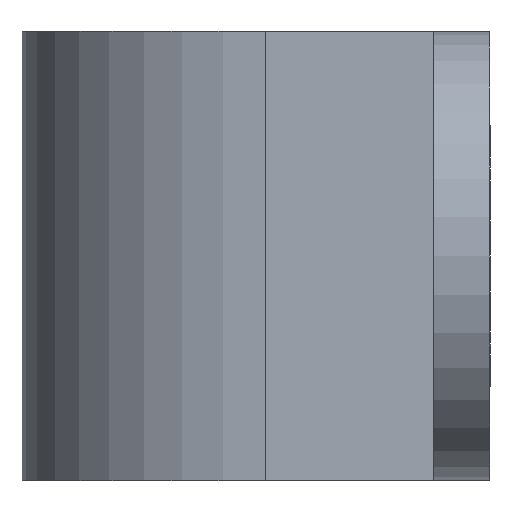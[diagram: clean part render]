
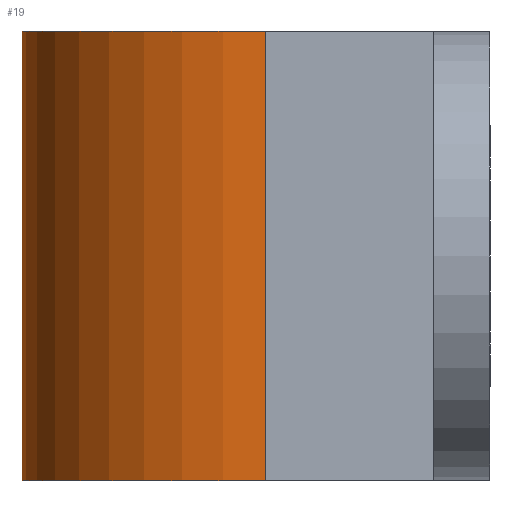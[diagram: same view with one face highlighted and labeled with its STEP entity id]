
A CAD part, left-side view. The second image highlights one B-rep face of the part: STEP entity #19.
In plain terms, the highlighted cylindrical face has radius 6.5 mm (diameter 13 mm), a partial arc.
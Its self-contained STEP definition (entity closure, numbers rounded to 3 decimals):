
#7 = CARTESIAN_POINT ( 'NONE',  ( 6.5, 6., 6. ) ) ;
#16 = DIRECTION ( 'NONE',  ( -1., 0., 0. ) ) ;
#19 = ADVANCED_FACE ( 'NONE', ( #70 ), #644, .T. ) ;
#31 = AXIS2_PLACEMENT_3D ( 'NONE', #351, #649, #16 ) ;
#33 = AXIS2_PLACEMENT_3D ( 'NONE', #928, #276, #75 ) ;
#70 = FACE_OUTER_BOUND ( 'NONE', #528, .T. ) ;
#74 = CARTESIAN_POINT ( 'NONE',  ( 6.5, 6., -6. ) ) ;
#75 = DIRECTION ( 'NONE',  ( -1., 0., 0. ) ) ;
#79 = EDGE_CURVE ( 'NONE', #214, #115, #502, .T. ) ;
#115 = VERTEX_POINT ( 'NONE', #74 ) ;
#140 = LINE ( 'NONE', #705, #706 ) ;
#160 = VECTOR ( 'NONE', #289, 1000. ) ;
#214 = VERTEX_POINT ( 'NONE', #393 ) ;
#266 = DIRECTION ( 'NONE',  ( 0., 0., 1. ) ) ;
#267 = CIRCLE ( 'NONE', #31, 6.5 ) ;
#276 = DIRECTION ( 'NONE',  ( 0., 0., -1. ) ) ;
#289 = DIRECTION ( 'NONE',  ( 0., 0., -1. ) ) ;
#351 = CARTESIAN_POINT ( 'NONE',  ( 0., 6., 6. ) ) ;
#355 = CARTESIAN_POINT ( 'NONE',  ( -6.5, 6., -6. ) ) ;
#370 = EDGE_CURVE ( 'NONE', #115, #667, #462, .T. ) ;
#392 = ORIENTED_EDGE ( 'NONE', *, *, #789, .F. ) ;
#393 = CARTESIAN_POINT ( 'NONE',  ( 6.5, 6., 6. ) ) ;
#420 = VERTEX_POINT ( 'NONE', #919 ) ;
#450 = ORIENTED_EDGE ( 'NONE', *, *, #488, .F. ) ;
#462 = CIRCLE ( 'NONE', #810, 6.5 ) ;
#485 = ORIENTED_EDGE ( 'NONE', *, *, #79, .T. ) ;
#488 = EDGE_CURVE ( 'NONE', #214, #420, #267, .T. ) ;
#502 = LINE ( 'NONE', #7, #160 ) ;
#528 = EDGE_LOOP ( 'NONE', ( #918, #392, #450, #485 ) ) ;
#640 = DIRECTION ( 'NONE',  ( 1., 0., 0. ) ) ;
#642 = DIRECTION ( 'NONE',  ( 0., 0., -1. ) ) ;
#644 = CYLINDRICAL_SURFACE ( 'NONE', #33, 6.5 ) ;
#649 = DIRECTION ( 'NONE',  ( 0., 0., 1. ) ) ;
#667 = VERTEX_POINT ( 'NONE', #355 ) ;
#705 = CARTESIAN_POINT ( 'NONE',  ( -6.5, 6., 6. ) ) ;
#706 = VECTOR ( 'NONE', #642, 1000. ) ;
#768 = CARTESIAN_POINT ( 'NONE',  ( 0., 6., -6. ) ) ;
#789 = EDGE_CURVE ( 'NONE', #420, #667, #140, .T. ) ;
#810 = AXIS2_PLACEMENT_3D ( 'NONE', #768, #266, #640 ) ;
#918 = ORIENTED_EDGE ( 'NONE', *, *, #370, .T. ) ;
#919 = CARTESIAN_POINT ( 'NONE',  ( -6.5, 6., 6. ) ) ;
#928 = CARTESIAN_POINT ( 'NONE',  ( 0., 6., 6. ) ) ;
